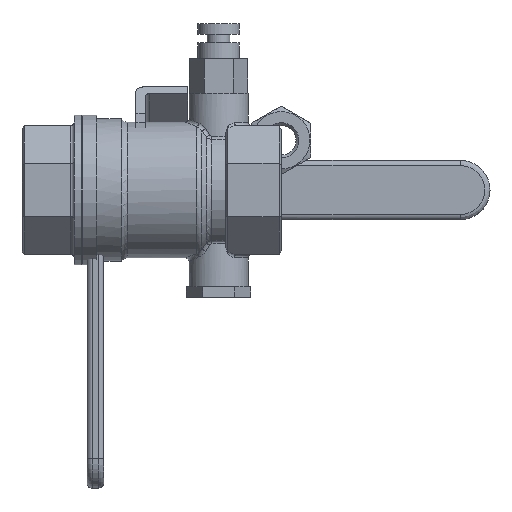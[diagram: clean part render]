
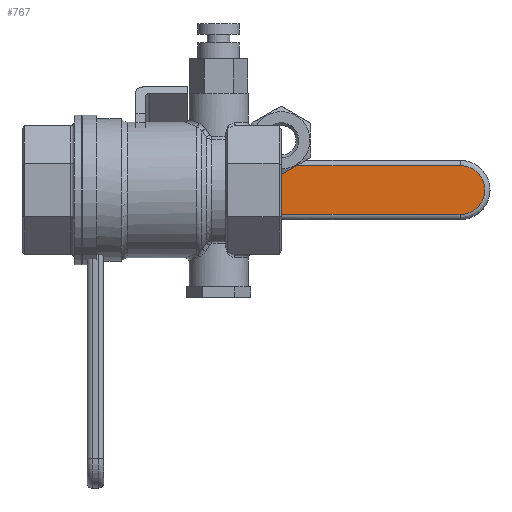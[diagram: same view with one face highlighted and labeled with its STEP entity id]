
A CAD part, left-side view. The second image highlights one B-rep face of the part: STEP entity #767.
In plain terms, the highlighted face is planar.
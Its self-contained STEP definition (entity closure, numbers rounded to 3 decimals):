
#767 = ADVANCED_FACE( '', ( #1688 ), #1689, .F. );
#1688 = FACE_OUTER_BOUND( '', #3692, .T. );
#1689 = PLANE( '', #3693 );
#3692 = EDGE_LOOP( '', ( #6411, #6412, #6413, #6414 ) );
#3693 = AXIS2_PLACEMENT_3D( '', #6415, #6416, #6417 );
#6411 = ORIENTED_EDGE( '', *, *, #7927, .F. );
#6412 = ORIENTED_EDGE( '', *, *, #8300, .T. );
#6413 = ORIENTED_EDGE( '', *, *, #8003, .T. );
#6414 = ORIENTED_EDGE( '', *, *, #8162, .T. );
#6415 = CARTESIAN_POINT( '', ( 4.891, 51., 13.473 ) );
#6416 = DIRECTION( '', ( 0., 1., 0. ) );
#6417 = DIRECTION( '', ( 1., 0., 0. ) );
#7927 = EDGE_CURVE( '', #9266, #9267, #9268, .T. );
#8003 = EDGE_CURVE( '', #9382, #9386, #9388, .T. );
#8162 = EDGE_CURVE( '', #9386, #9267, #9621, .T. );
#8300 = EDGE_CURVE( '', #9266, #9382, #9814, .T. );
#9266 = VERTEX_POINT( '', #11915 );
#9267 = VERTEX_POINT( '', #11916 );
#9268 = CIRCLE( '', #11917, 7. );
#9382 = VERTEX_POINT( '', #12327 );
#9386 = VERTEX_POINT( '', #12332 );
#9388 = LINE( '', #12334, #12335 );
#9621 = LINE( '', #13455, #13456 );
#9814 = LINE( '', #14237, #14238 );
#11915 = CARTESIAN_POINT( '', ( 7., 51., -77.2 ) );
#11916 = CARTESIAN_POINT( '', ( -7., 51., -77.2 ) );
#11917 = AXIS2_PLACEMENT_3D( '', #15905, #15906, #15907 );
#12327 = CARTESIAN_POINT( '', ( 7., 51., -17.801 ) );
#12332 = CARTESIAN_POINT( '', ( -7., 51., -17.801 ) );
#12334 = CARTESIAN_POINT( '', ( 0., 51., -17.801 ) );
#12335 = VECTOR( '', #16002, 1000. );
#13455 = CARTESIAN_POINT( '', ( -7., 51., -47.5 ) );
#13456 = VECTOR( '', #16155, 1000. );
#14237 = CARTESIAN_POINT( '', ( 7., 51., -48.25 ) );
#14238 = VECTOR( '', #16287, 1000. );
#15905 = CARTESIAN_POINT( '', ( 0., 51., -77.2 ) );
#15906 = DIRECTION( '', ( 0., 1., 0. ) );
#15907 = DIRECTION( '', ( 1., 0., 0. ) );
#16002 = DIRECTION( '', ( -1., 0., 0. ) );
#16155 = DIRECTION( '', ( 0., 0., -1. ) );
#16287 = DIRECTION( '', ( 0., 0., 1. ) );
